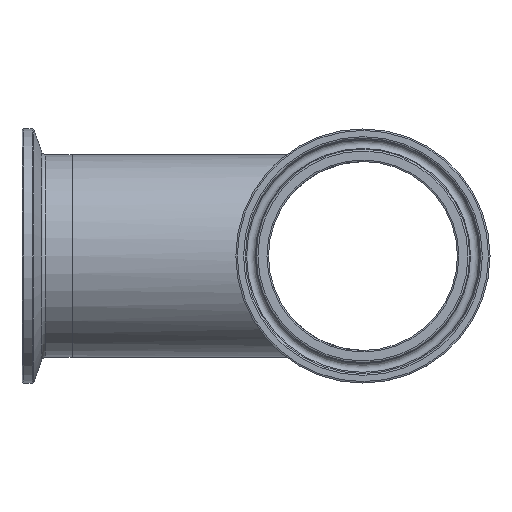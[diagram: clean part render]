
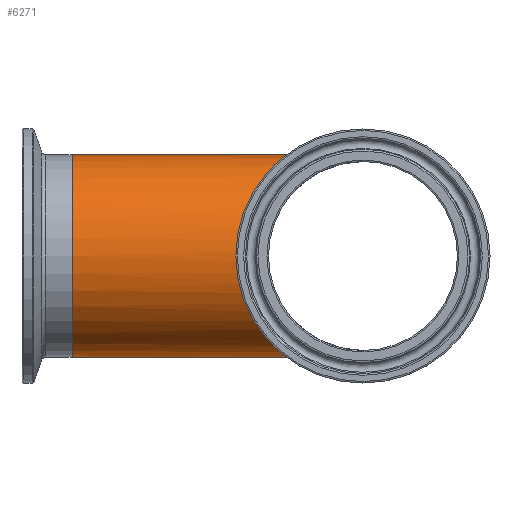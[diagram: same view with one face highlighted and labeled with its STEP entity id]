
A CAD part, left-side view. The second image highlights one B-rep face of the part: STEP entity #6271.
In plain terms, the highlighted cylindrical face has radius 25.4 mm (diameter 50.8 mm), a full revolution.
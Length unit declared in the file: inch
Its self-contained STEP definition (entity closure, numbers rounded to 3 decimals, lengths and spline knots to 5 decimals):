
#75=ELLIPSE('',#6618,1.45908,1.);
#76=ELLIPSE('',#6619,1.45908,1.);
#121=FACE_BOUND('',#1179,.T.);
#776=FACE_OUTER_BOUND('',#1178,.T.);
#1178=EDGE_LOOP('',(#5729,#5730));
#1179=EDGE_LOOP('',(#5731));
#2492=CIRCLE('',#6617,1.);
#3101=VERTEX_POINT('',#13557);
#3102=VERTEX_POINT('',#13558);
#3106=VERTEX_POINT('',#13576);
#3998=EDGE_CURVE('',#3106,#3106,#2492,.T.);
#3999=EDGE_CURVE('',#3102,#3101,#75,.T.);
#4000=EDGE_CURVE('',#3101,#3102,#76,.T.);
#5729=ORIENTED_EDGE('',*,*,#4000,.F.);
#5730=ORIENTED_EDGE('',*,*,#3999,.F.);
#5731=ORIENTED_EDGE('',*,*,#3998,.T.);
#5876=CYLINDRICAL_SURFACE('',#6627,1.);
#6271=ADVANCED_FACE('',(#776,#121),#5876,.T.);
#6617=AXIS2_PLACEMENT_3D('',#13577,#7704,#7705);
#6618=AXIS2_PLACEMENT_3D('',#13628,#7706,#7707);
#6619=AXIS2_PLACEMENT_3D('',#13679,#7708,#7709);
#6627=AXIS2_PLACEMENT_3D('',#13692,#7724,#7725);
#7704=DIRECTION('center_axis',(0.,-1.,0.));
#7705=DIRECTION('ref_axis',(1.,0.,0.));
#7706=DIRECTION('center_axis',(-0.728,-0.685,0.));
#7707=DIRECTION('ref_axis',(-0.685,0.728,0.));
#7708=DIRECTION('center_axis',(0.728,-0.685,0.));
#7709=DIRECTION('ref_axis',(0.685,0.728,0.));
#7724=DIRECTION('center_axis',(0.,-1.,0.));
#7725=DIRECTION('ref_axis',(1.,0.,0.));
#13557=CARTESIAN_POINT('',(0.,0.,
-1.));
#13558=CARTESIAN_POINT('',(0.,0.,
1.));
#13576=CARTESIAN_POINT('',(-1.,2.875,0.));
#13577=CARTESIAN_POINT('Origin',(0.,2.875,0.));
#13628=CARTESIAN_POINT('Origin',(0.,0.,
0.));
#13679=CARTESIAN_POINT('Origin',(0.,0.,
0.));
#13692=CARTESIAN_POINT('Origin',(0.,2.875,0.));
